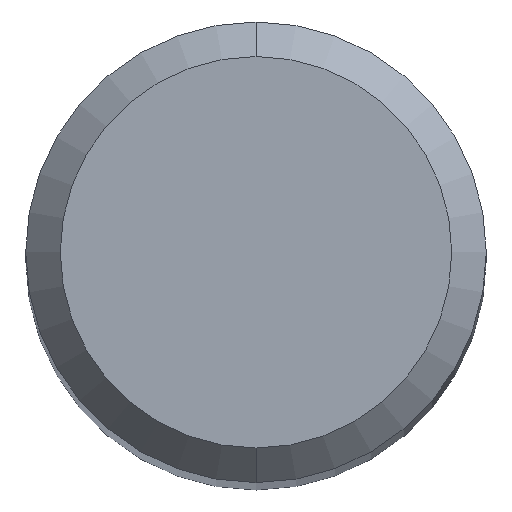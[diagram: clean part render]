
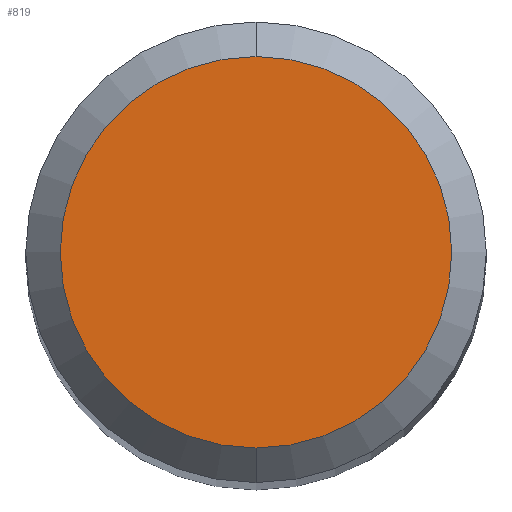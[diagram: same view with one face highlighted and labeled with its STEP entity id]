
A CAD part, top view. The second image highlights one B-rep face of the part: STEP entity #819.
In plain terms, the highlighted planar face has unit normal (0, 0, 1).
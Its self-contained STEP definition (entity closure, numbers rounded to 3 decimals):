
#391=VERTEX_POINT('',#1035);
#401=EDGE_CURVE('',#835,#391,#1045,.T.);
#711=EDGE_CURVE('',#391,#835,#1378,.T.);
#819=ADVANCED_FACE('',(#1503),#1504,.T.);
#835=VERTEX_POINT('',#1520);
#1035=CARTESIAN_POINT('',(0.0,1.7,0.0));
#1045=CIRCLE('',#1932,1.7);
#1378=CIRCLE('',#3126,1.7);
#1503=FACE_OUTER_BOUND('',#3528,.T.);
#1504=PLANE('',#3529);
#1520=CARTESIAN_POINT('',(0.,-1.7,0.0));
#1932=AXIS2_PLACEMENT_3D('',#4032,#4033,#4034);
#3126=AXIS2_PLACEMENT_3D('',#4343,#4344,#4345);
#3528=EDGE_LOOP('',(#4542,#4543));
#3529=AXIS2_PLACEMENT_3D('',#4544,#4545,#4546);
#4032=CARTESIAN_POINT('',(0.0,0.0,0.0));
#4033=DIRECTION('',(0.0,0.0,-1.0));
#4034=DIRECTION('',(0.0,1.0,0.0));
#4343=CARTESIAN_POINT('',(0.0,0.0,0.0));
#4344=DIRECTION('',(0.0,0.0,-1.0));
#4345=DIRECTION('',(0.0,1.0,0.0));
#4542=ORIENTED_EDGE('',*,*,#711,.F.);
#4543=ORIENTED_EDGE('',*,*,#401,.F.);
#4544=CARTESIAN_POINT('',(0.0,0.85,0.0));
#4545=DIRECTION('',(-0.0,0.0,1.0));
#4546=DIRECTION('',(0.0,-1.0,0.0));
